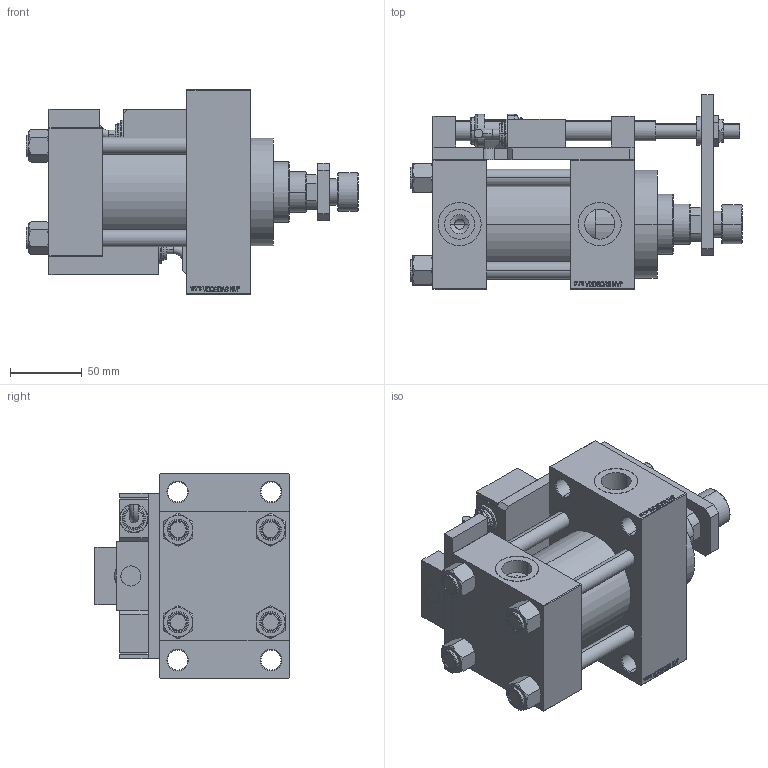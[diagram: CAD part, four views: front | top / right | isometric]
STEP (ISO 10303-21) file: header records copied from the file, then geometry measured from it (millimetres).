
FILE_DESCRIPTION (( 'STEP AP203' ), '1' );
FILE_NAME ('4c98.STEP', '2025-08-18T05:39:29', ( '' ), ( '' ), 'SwSTEP 2.0', 'SolidWorks 2019', '' );
FILE_SCHEMA (( 'CONFIG_CONTROL_DESIGN' ));
Length unit declared in the file: millimetre
Products named in the file (17): V215CD_SWITCH_Q_PODLOZKA_FRONT fe537ab1ef148b7ab9be43c21a02f5c0; V215CD_D_Body fe537ab1ef148b7ab9be43c21a02f5c0; V215CD_SWITCH_Q_NUT10 fe537ab1ef148b7ab9be43c21a02f5c0; V215CD_SWITCH_Q_DIMA fe537ab1ef148b7ab9be43c21a02f5c0; V215CD_SWITCH_Q_ZARAZKA fe537ab1ef148b7ab9be43c21a02f5c0; V215CD_SWITCH_Q_SWITCH fe537ab1ef148b7ab9be43c21a02f5c0; V215CD_SWITCH_Q_PODLOZKA_BACK fe537ab1ef148b7ab9be43c21a02f5c0; V215CD_SWITCH_Q_MAGNET fe537ab1ef148b7ab9be43c21a02f5c0; V215CD_SWITCH_Q_BLOK fe537ab1ef148b7ab9be43c21a02f5c0; V215CD_D_TYCINKA fe537ab1ef148b7ab9be43c21a02f5c0; V215CD_NUT_M5_D fe537ab1ef148b7ab9be43c21a02f5c0; 4c98; V215CD_SWITCH_Q_TYC fe537ab1ef148b7ab9be43c21a02f5c0; V215CD_VCP_D fe537ab1ef148b7ab9be43c21a02f5c0; V215CD_VC_A fe537ab1ef148b7ab9be43c21a02f5c0; V215CD_SWITCH_Q_NUT fe537ab1ef148b7ab9be43c21a02f5c0; V215CR_ROD_END_F fe537ab1ef148b7ab9be43c21a02f5c0
Assembly tree (25 placements, depth 2):
  4c98
    V215CD_D_Body fe537ab1ef148b7ab9be43c21a02f5c0
    V215CD_VC_A fe537ab1ef148b7ab9be43c21a02f5c0
    V215CD_VCP_D fe537ab1ef148b7ab9be43c21a02f5c0
    V215CD_D_TYCINKA fe537ab1ef148b7ab9be43c21a02f5c0  x4
    V215CD_NUT_M5_D fe537ab1ef148b7ab9be43c21a02f5c0  x4
    V215CR_ROD_END_F fe537ab1ef148b7ab9be43c21a02f5c0
    V215CD_SWITCH_Q_BLOK fe537ab1ef148b7ab9be43c21a02f5c0  x2
    V215CD_SWITCH_Q_DIMA fe537ab1ef148b7ab9be43c21a02f5c0
    V215CD_SWITCH_Q_MAGNET fe537ab1ef148b7ab9be43c21a02f5c0  x2
    V215CD_SWITCH_Q_NUT fe537ab1ef148b7ab9be43c21a02f5c0
    V215CD_SWITCH_Q_NUT10 fe537ab1ef148b7ab9be43c21a02f5c0
    V215CD_SWITCH_Q_PODLOZKA_BACK fe537ab1ef148b7ab9be43c21a02f5c0
    V215CD_SWITCH_Q_PODLOZKA_FRONT fe537ab1ef148b7ab9be43c21a02f5c0
    V215CD_SWITCH_Q_SWITCH fe537ab1ef148b7ab9be43c21a02f5c0  x2
    V215CD_SWITCH_Q_TYC fe537ab1ef148b7ab9be43c21a02f5c0
    V215CD_SWITCH_Q_ZARAZKA fe537ab1ef148b7ab9be43c21a02f5c0
Bounding box: 231 x 135 x 142 mm (x, y, z)
Volume: 1373298.2 mm3; surface area: 288810.7 mm2
Topology: 25 solids, 25 shells, 1345 faces, 3293 edges, 2128 vertices
Faces by surface type: plane 622, bspline 368, cylinder 160, cone 155, torus 40
Entity records: 53353 total; most frequent: CARTESIAN_POINT 25987, ORIENTED_EDGE 5754, DIRECTION 4082, EDGE_CURVE 2877, VERTEX_POINT 1880, LINE 1716, VECTOR 1716, EDGE_LOOP 1313
